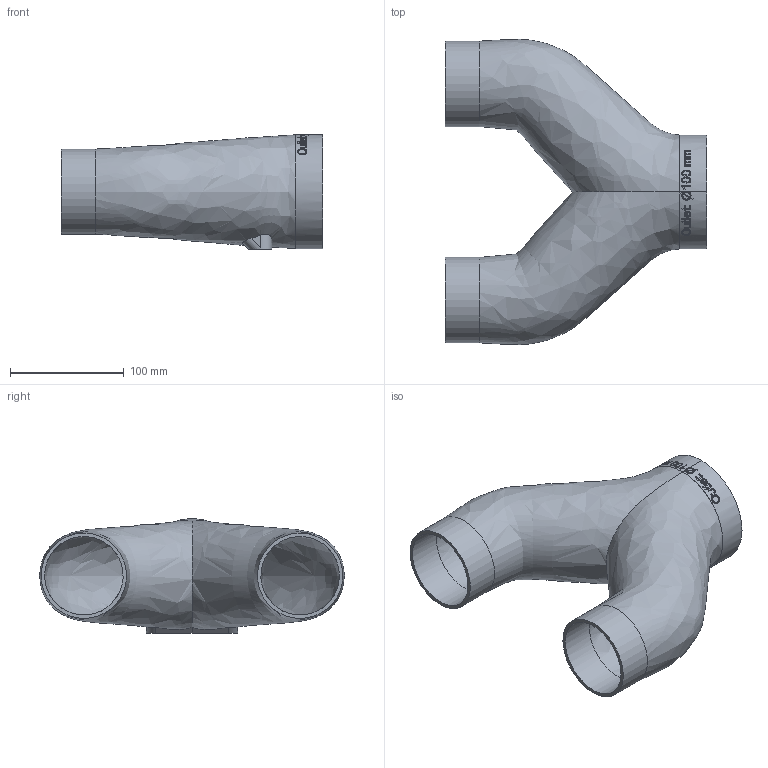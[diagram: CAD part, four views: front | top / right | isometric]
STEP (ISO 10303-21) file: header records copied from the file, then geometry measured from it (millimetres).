
FILE_DESCRIPTION(/* description */ ('','CAx-IF Rec.Pracs.---Representation and Presentation of Product Manufacturing Information (PMI)---4.0---2014-10-13'),/* implementation_level */ '2;1');
FILE_NAME(/* name */ 'MK2_Y-outlet-100mm_REV2.stp',/* time_stamp */ '2024-09-14T20:00:52+02:00',/* author */ ('admin'),/* organization */ (''),/* preprocessor_version */ 'ST-DEVELOPER v18.1',/* originating_system */ 'Autodesk Inventor 2021',/* authorisation */ '');
FILE_SCHEMA (('AP242_MANAGED_MODEL_BASED_3D_ENGINEERING_MIM_LF { 1 0 10303 442 1 1 4 }'));
Length unit declared in the file: millimetre
Products named in the file (1): MK2_EU_REV_2_Y-outlet-100mm
Bounding box: 230 x 268.16 x 100.5 mm (x, y, z)
Volume: 336320.6 mm3; surface area: 225275.3 mm2
Topology: 2 solids, 2 shells, 236 faces, 637 edges, 424 vertices
Faces by surface type: bspline 106, plane 93, cylinder 37
Full cylindrical faces by diameter (mm): 10 x2, 69 x2, 75 x2
Entity records: 13141 total; most frequent: CARTESIAN_POINT 7825, ORIENTED_EDGE 1274, DIRECTION 729, EDGE_CURVE 637, VERTEX_POINT 424, LINE 295, VECTOR 295, EDGE_LOOP 259
